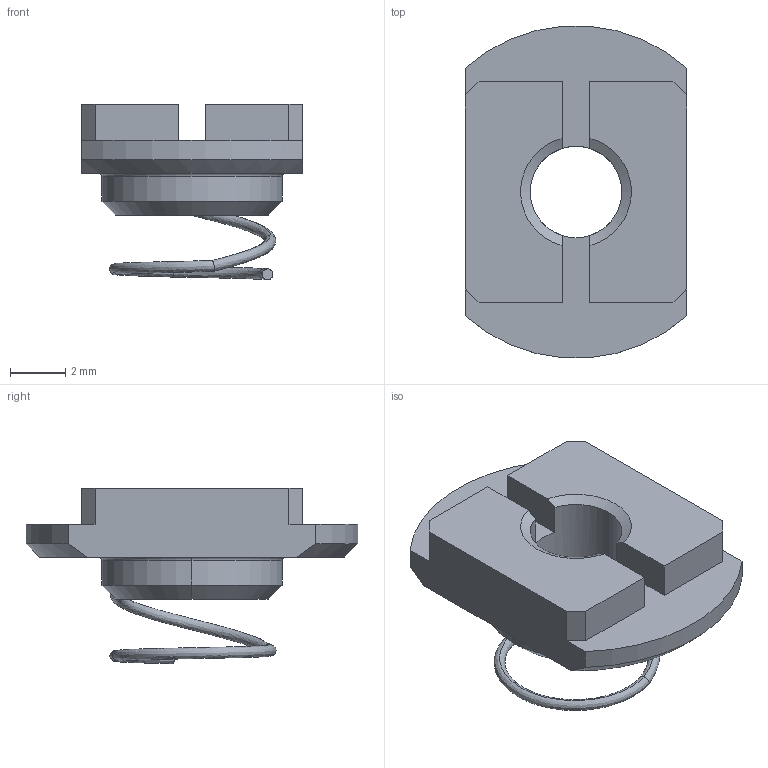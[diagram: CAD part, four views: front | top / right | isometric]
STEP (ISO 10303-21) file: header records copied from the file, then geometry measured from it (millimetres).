
FILE_DESCRIPTION(('Creo Elements/Direct Modeling STEP Export'),'2;1');
FILE_NAME('33.0070_Nutenstein-MMS_33_M4-fixierbar.stp','2022-03-18T13:57:16',(''),(''),'PTC Creo Elements/Direct Modeling STEP processor for AP214 (Solid Model)','PTC Creo Elements/Direct Modeling 19.0C 15-Aug-2015 (C) Parametric Technology GmbH','');
FILE_SCHEMA(('AUTOMOTIVE_DESIGN { 1 0 10303 214 1 1 1 1 }'));
Length unit declared in the file: millimetre
Products named in the file (2): Nutenstein-MMS_33_M4-fixierbar_33.0070_PX175991
Assembly tree (1 placements, depth 2):
  Nutenstein-MMS_33_M4-fixierbar_33.0070_PX175991
    Nutenstein-MMS_33_M4-fixierbar_33.0070_PX175991
Bounding box: 8 x 11.96 x 6.34 mm (x, y, z)
Volume: 195.2 mm3; surface area: 331.5 mm2
Topology: 1 solids, 1 shells, 43 faces, 120 edges, 79 vertices
Faces by surface type: plane 21, cone 8, cylinder 6, bspline 6, torus 2
Entity records: 3574 total; most frequent: CARTESIAN_POINT 2303, ORIENTED_EDGE 240, DIRECTION 154, EDGE_CURVE 120, VERTEX_POINT 79, VECTOR 52, LINE 52, AXIS2_PLACEMENT_3D 51
